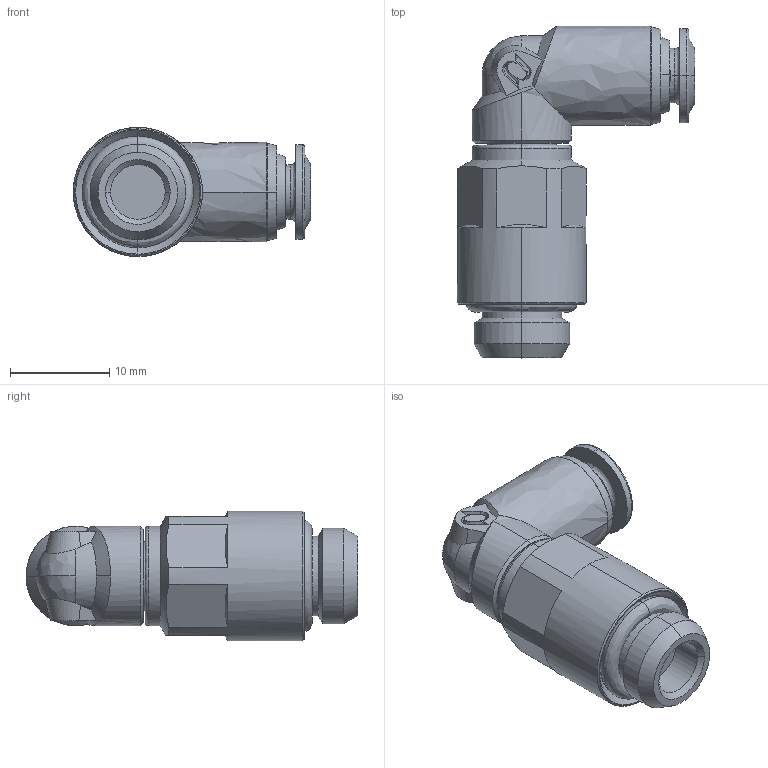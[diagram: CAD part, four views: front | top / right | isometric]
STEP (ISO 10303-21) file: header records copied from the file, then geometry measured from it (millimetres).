
FILE_DESCRIPTION (( 'STEP AP214' ), '1' );
FILE_NAME ('PLL04-G01_ME.STEP', '2018-09-06T13:06:51', ( '' ), ( '' ), 'SwSTEP 2.0', 'SolidWorks 2018', '' );
FILE_SCHEMA (( 'AUTOMOTIVE_DESIGN' ));
Length unit declared in the file: millimetre
Products named in the file (1): PLL04-G01_ME
Bounding box: 23.9 x 33.4 x 13 mm (x, y, z)
Volume: 3811.4 mm3; surface area: 2228.2 mm2
Topology: 2 solids, 2 shells, 139 faces, 348 edges, 222 vertices
Faces by surface type: bspline 139
Entity records: 6278 total; most frequent: CARTESIAN_POINT 4207, ORIENTED_EDGE 692, EDGE_CURVE 346, B_SPLINE_CURVE_WITH_KNOTS 255, VERTEX_POINT 222, EDGE_LOOP 156, ADVANCED_FACE 139, FACE_OUTER_BOUND 139
